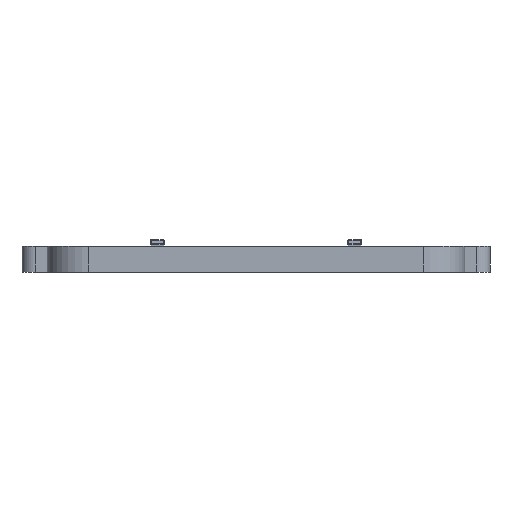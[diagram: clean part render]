
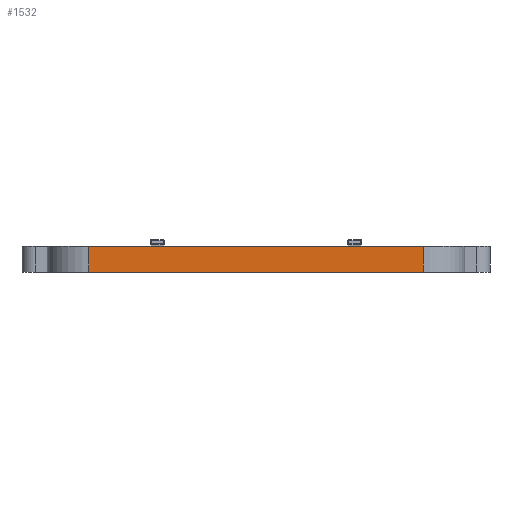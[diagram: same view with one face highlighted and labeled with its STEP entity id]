
A CAD part, front view. The second image highlights one B-rep face of the part: STEP entity #1532.
In plain terms, the highlighted planar face has unit normal (0, -1, 0).
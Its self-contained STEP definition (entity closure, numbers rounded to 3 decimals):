
#1503 = EDGE_CURVE('',#1504,#1506,#1508,.T.);
#1504 = VERTEX_POINT('',#1505);
#1505 = CARTESIAN_POINT('',(10.,-12.5,0.));
#1506 = VERTEX_POINT('',#1507);
#1507 = CARTESIAN_POINT('',(10.,-12.5,1.545));
#1508 = LINE('',#1509,#1510);
#1509 = CARTESIAN_POINT('',(10.,-12.5,0.));
#1510 = VECTOR('',#1511,1.);
#1511 = DIRECTION('',(0.,0.,1.));
#1532 = ADVANCED_FACE('',(#1533),#1558,.F.);
#1533 = FACE_BOUND('',#1534,.F.);
#1534 = EDGE_LOOP('',(#1535,#1545,#1551,#1552));
#1535 = ORIENTED_EDGE('',*,*,#1536,.T.);
#1536 = EDGE_CURVE('',#1537,#1539,#1541,.T.);
#1537 = VERTEX_POINT('',#1538);
#1538 = CARTESIAN_POINT('',(-10.,-12.5,0.));
#1539 = VERTEX_POINT('',#1540);
#1540 = CARTESIAN_POINT('',(-10.,-12.5,1.545));
#1541 = LINE('',#1542,#1543);
#1542 = CARTESIAN_POINT('',(-10.,-12.5,0.));
#1543 = VECTOR('',#1544,1.);
#1544 = DIRECTION('',(0.,0.,1.));
#1545 = ORIENTED_EDGE('',*,*,#1546,.T.);
#1546 = EDGE_CURVE('',#1539,#1506,#1547,.T.);
#1547 = LINE('',#1548,#1549);
#1548 = CARTESIAN_POINT('',(-10.,-12.5,1.545));
#1549 = VECTOR('',#1550,1.);
#1550 = DIRECTION('',(1.,0.,0.));
#1551 = ORIENTED_EDGE('',*,*,#1503,.F.);
#1552 = ORIENTED_EDGE('',*,*,#1553,.F.);
#1553 = EDGE_CURVE('',#1537,#1504,#1554,.T.);
#1554 = LINE('',#1555,#1556);
#1555 = CARTESIAN_POINT('',(-10.,-12.5,0.));
#1556 = VECTOR('',#1557,1.);
#1557 = DIRECTION('',(1.,0.,0.));
#1558 = PLANE('',#1559);
#1559 = AXIS2_PLACEMENT_3D('',#1560,#1561,#1562);
#1560 = CARTESIAN_POINT('',(-10.,-12.5,0.));
#1561 = DIRECTION('',(0.,1.,0.));
#1562 = DIRECTION('',(1.,0.,0.));
